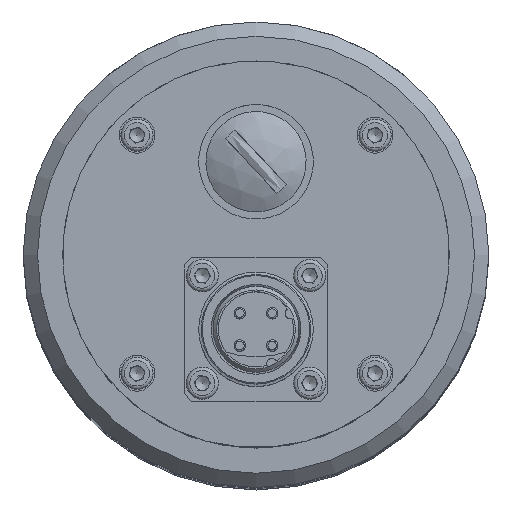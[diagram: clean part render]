
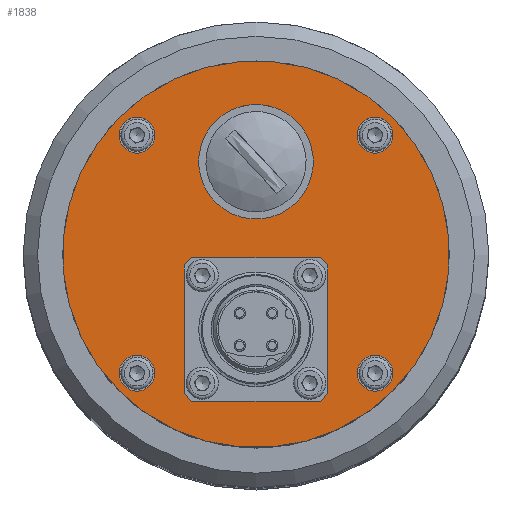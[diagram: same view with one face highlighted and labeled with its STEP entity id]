
A CAD part, top view. The second image highlights one B-rep face of the part: STEP entity #1838.
In plain terms, the highlighted planar face has unit normal (0, 0, 1).
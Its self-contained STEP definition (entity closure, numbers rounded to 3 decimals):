
#52 = VERTEX_POINT ( 'NONE', #1774 ) ;
#106 = AXIS2_PLACEMENT_3D ( 'NONE', #3330, #2376, #1233 ) ;
#110 = VERTEX_POINT ( 'NONE', #300 ) ;
#161 = VERTEX_POINT ( 'NONE', #4061 ) ;
#212 = CARTESIAN_POINT ( 'NONE',  ( 5.657, 7.263, 23. ) ) ;
#214 = DIRECTION ( 'NONE',  ( 0., 0., 1. ) ) ;
#230 = CARTESIAN_POINT ( 'NONE',  ( -7.5, -18., 23. ) ) ;
#250 = VERTEX_POINT ( 'NONE', #212 ) ;
#259 = ORIENTED_EDGE ( 'NONE', *, *, #2182, .T. ) ;
#300 = CARTESIAN_POINT ( 'NONE',  ( 18.385, -18.385, 23. ) ) ;
#335 = DIRECTION ( 'NONE',  ( 0.707, -0.707, 0. ) ) ;
#344 = ORIENTED_EDGE ( 'NONE', *, *, #4815, .F. ) ;
#365 = EDGE_CURVE ( 'NONE', #250, #250, #3077, .T. ) ;
#389 = VERTEX_POINT ( 'NONE', #2109 ) ;
#585 = DIRECTION ( 'NONE',  ( 0., 0., 1. ) ) ;
#647 = CIRCLE ( 'NONE', #1494, 1.025 ) ;
#656 = CIRCLE ( 'NONE', #1364, 2.5 ) ;
#672 = CARTESIAN_POINT ( 'NONE',  ( 7.5, -18., 23. ) ) ;
#685 = DIRECTION ( 'NONE',  ( 0., 0., 1. ) ) ;
#701 = DIRECTION ( 'NONE',  ( 0.707, -0.707, 0. ) ) ;
#715 = DIRECTION ( 'NONE',  ( 0., 0., 1. ) ) ;
#722 = CIRCLE ( 'NONE', #1537, 2.5 ) ;
#748 = EDGE_CURVE ( 'NONE', #161, #161, #2307, .T. ) ;
#761 = DIRECTION ( 'NONE',  ( 0.707, -0.707, 0. ) ) ;
#776 = CARTESIAN_POINT ( 'NONE',  ( 0., 12.92, 23. ) ) ;
#906 = CIRCLE ( 'NONE', #1547, 1.025 ) ;
#915 = EDGE_CURVE ( 'NONE', #110, #110, #2024, .T. ) ;
#1015 = CARTESIAN_POINT ( 'NONE',  ( 5.374, -15.874, 23. ) ) ;
#1029 = CARTESIAN_POINT ( 'NONE',  ( 8.225, -3.725, 23. ) ) ;
#1157 = CARTESIAN_POINT ( 'NONE',  ( 19.092, -19.092, 23. ) ) ;
#1208 = CIRCLE ( 'NONE', #1733, 2.5 ) ;
#1233 = DIRECTION ( 'NONE',  ( -0.707, 0.707, 0. ) ) ;
#1295 = CARTESIAN_POINT ( 'NONE',  ( -7.5, -3., 23. ) ) ;
#1312 = EDGE_CURVE ( 'NONE', #52, #52, #1208, .T. ) ;
#1364 = AXIS2_PLACEMENT_3D ( 'NONE', #4733, #4621, #4958 ) ;
#1494 = AXIS2_PLACEMENT_3D ( 'NONE', #1295, #585, #1695 ) ;
#1526 = EDGE_LOOP ( 'NONE', ( #259 ) ) ;
#1537 = AXIS2_PLACEMENT_3D ( 'NONE', #2887, #214, #335 ) ;
#1547 = AXIS2_PLACEMENT_3D ( 'NONE', #230, #3495, #4305 ) ;
#1591 = EDGE_LOOP ( 'NONE', ( #344 ) ) ;
#1657 = EDGE_LOOP ( 'NONE', ( #2278 ) ) ;
#1695 = DIRECTION ( 'NONE',  ( 0.707, -0.707, 0. ) ) ;
#1733 = AXIS2_PLACEMENT_3D ( 'NONE', #3162, #3173, #3180 ) ;
#1736 = EDGE_LOOP ( 'NONE', ( #3080 ) ) ;
#1774 = CARTESIAN_POINT ( 'NONE',  ( 18.385, 14.849, 23. ) ) ;
#1800 = EDGE_LOOP ( 'NONE', ( #3912 ) ) ;
#1838 = ADVANCED_FACE ( 'NONE', ( #4945, #4956, #4940, #4949, #4954, #4902, #4897, #4894, #4893, #4891, #4889 ), #2770, .F. ) ;
#1843 = VERTEX_POINT ( 'NONE', #1015 ) ;
#1848 = EDGE_LOOP ( 'NONE', ( #4561 ) ) ;
#1903 = CARTESIAN_POINT ( 'NONE',  ( -6.775, -18.725, 23. ) ) ;
#1913 = CARTESIAN_POINT ( 'NONE',  ( -14.849, -18.385, 23. ) ) ;
#1933 = EDGE_LOOP ( 'NONE', ( #4667 ) ) ;
#2024 = CIRCLE ( 'NONE', #2482, 2.5 ) ;
#2079 = EDGE_CURVE ( 'NONE', #1843, #1843, #4375, .T. ) ;
#2096 = CARTESIAN_POINT ( 'NONE',  ( -6.775, -3.725, 23. ) ) ;
#2109 = CARTESIAN_POINT ( 'NONE',  ( -14.849, 14.849, 23. ) ) ;
#2144 = EDGE_CURVE ( 'NONE', #4895, #4895, #4214, .T. ) ;
#2182 = EDGE_CURVE ( 'NONE', #2653, #2653, #4141, .T. ) ;
#2201 = EDGE_LOOP ( 'NONE', ( #2603 ) ) ;
#2278 = ORIENTED_EDGE ( 'NONE', *, *, #4872, .F. ) ;
#2307 = CIRCLE ( 'NONE', #2692, 1.025 ) ;
#2376 = DIRECTION ( 'NONE',  ( 0., 0., -1. ) ) ;
#2482 = AXIS2_PLACEMENT_3D ( 'NONE', #2810, #2816, #2840 ) ;
#2542 = EDGE_LOOP ( 'NONE', ( #4773 ) ) ;
#2603 = ORIENTED_EDGE ( 'NONE', *, *, #4846, .F. ) ;
#2653 = VERTEX_POINT ( 'NONE', #1157 ) ;
#2692 = AXIS2_PLACEMENT_3D ( 'NONE', #672, #685, #701 ) ;
#2770 = PLANE ( 'NONE',  #106 ) ;
#2810 = CARTESIAN_POINT ( 'NONE',  ( 16.617, -16.617, 23. ) ) ;
#2816 = DIRECTION ( 'NONE',  ( 0., 0., 1. ) ) ;
#2840 = DIRECTION ( 'NONE',  ( 0.707, -0.707, 0. ) ) ;
#2887 = CARTESIAN_POINT ( 'NONE',  ( -16.617, -16.617, 23. ) ) ;
#3009 = EDGE_LOOP ( 'NONE', ( #3846 ) ) ;
#3077 = CIRCLE ( 'NONE', #3406, 8. ) ;
#3080 = ORIENTED_EDGE ( 'NONE', *, *, #915, .F. ) ;
#3162 = CARTESIAN_POINT ( 'NONE',  ( 16.617, 16.617, 23. ) ) ;
#3173 = DIRECTION ( 'NONE',  ( 0., 0., 1. ) ) ;
#3180 = DIRECTION ( 'NONE',  ( 0.707, -0.707, 0. ) ) ;
#3210 = DIRECTION ( 'NONE',  ( 0., 0., 1. ) ) ;
#3330 = CARTESIAN_POINT ( 'NONE',  ( 19.092, 19.092, 23. ) ) ;
#3342 = AXIS2_PLACEMENT_3D ( 'NONE', #4597, #4583, #4567 ) ;
#3406 = AXIS2_PLACEMENT_3D ( 'NONE', #776, #715, #761 ) ;
#3416 = DIRECTION ( 'NONE',  ( 0.707, -0.707, 0. ) ) ;
#3433 = CARTESIAN_POINT ( 'NONE',  ( 0., -10.5, 23. ) ) ;
#3453 = DIRECTION ( 'NONE',  ( 0., 0., 1. ) ) ;
#3464 = CARTESIAN_POINT ( 'NONE',  ( 0., 0., 23. ) ) ;
#3495 = DIRECTION ( 'NONE',  ( 0., 0., 1. ) ) ;
#3531 = DIRECTION ( 'NONE',  ( 0.707, -0.707, 0. ) ) ;
#3702 = VERTEX_POINT ( 'NONE', #1903 ) ;
#3846 = ORIENTED_EDGE ( 'NONE', *, *, #2079, .F. ) ;
#3881 = EDGE_LOOP ( 'NONE', ( #4991 ) ) ;
#3909 = AXIS2_PLACEMENT_3D ( 'NONE', #3464, #3453, #3416 ) ;
#3912 = ORIENTED_EDGE ( 'NONE', *, *, #1312, .F. ) ;
#4061 = CARTESIAN_POINT ( 'NONE',  ( 8.225, -18.725, 23. ) ) ;
#4141 = CIRCLE ( 'NONE', #3909, 27. ) ;
#4195 = AXIS2_PLACEMENT_3D ( 'NONE', #3433, #3210, #3531 ) ;
#4214 = CIRCLE ( 'NONE', #3342, 1.025 ) ;
#4305 = DIRECTION ( 'NONE',  ( 0.707, -0.707, 0. ) ) ;
#4375 = CIRCLE ( 'NONE', #4195, 7.6 ) ;
#4424 = VERTEX_POINT ( 'NONE', #2096 ) ;
#4561 = ORIENTED_EDGE ( 'NONE', *, *, #365, .F. ) ;
#4567 = DIRECTION ( 'NONE',  ( 0.707, -0.707, 0. ) ) ;
#4583 = DIRECTION ( 'NONE',  ( 0., 0., 1. ) ) ;
#4597 = CARTESIAN_POINT ( 'NONE',  ( 7.5, -3., 23. ) ) ;
#4621 = DIRECTION ( 'NONE',  ( 0., 0., 1. ) ) ;
#4644 = VERTEX_POINT ( 'NONE', #1913 ) ;
#4667 = ORIENTED_EDGE ( 'NONE', *, *, #4786, .F. ) ;
#4733 = CARTESIAN_POINT ( 'NONE',  ( -16.617, 16.617, 23. ) ) ;
#4773 = ORIENTED_EDGE ( 'NONE', *, *, #748, .F. ) ;
#4786 = EDGE_CURVE ( 'NONE', #3702, #3702, #906, .T. ) ;
#4815 = EDGE_CURVE ( 'NONE', #4644, #4644, #722, .T. ) ;
#4846 = EDGE_CURVE ( 'NONE', #4424, #4424, #647, .T. ) ;
#4872 = EDGE_CURVE ( 'NONE', #389, #389, #656, .T. ) ;
#4889 = FACE_OUTER_BOUND ( 'NONE', #1526, .T. ) ;
#4891 = FACE_BOUND ( 'NONE', #1848, .T. ) ;
#4893 = FACE_BOUND ( 'NONE', #1591, .T. ) ;
#4894 = FACE_BOUND ( 'NONE', #1657, .T. ) ;
#4895 = VERTEX_POINT ( 'NONE', #1029 ) ;
#4897 = FACE_BOUND ( 'NONE', #1736, .T. ) ;
#4902 = FACE_BOUND ( 'NONE', #1800, .T. ) ;
#4940 = FACE_BOUND ( 'NONE', #2542, .T. ) ;
#4945 = FACE_BOUND ( 'NONE', #3009, .T. ) ;
#4949 = FACE_BOUND ( 'NONE', #2201, .T. ) ;
#4954 = FACE_BOUND ( 'NONE', #1933, .T. ) ;
#4956 = FACE_BOUND ( 'NONE', #3881, .T. ) ;
#4958 = DIRECTION ( 'NONE',  ( 0.707, -0.707, 0. ) ) ;
#4991 = ORIENTED_EDGE ( 'NONE', *, *, #2144, .F. ) ;
